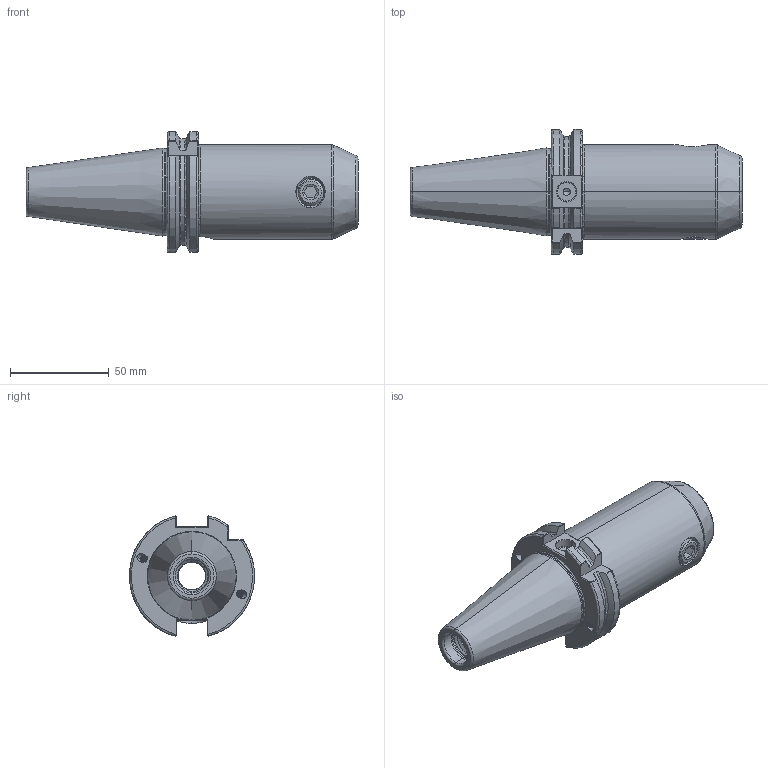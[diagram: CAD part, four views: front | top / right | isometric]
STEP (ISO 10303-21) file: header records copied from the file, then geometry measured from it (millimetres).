
FILE_DESCRIPTION (( 'STEP AP203' ), '1' );
FILE_NAME ('403.04.16.1.STEP', '2016-11-25T07:28:19', ( '' ), ( '' ), 'SwSTEP 2.0', 'SolidWorks 2012', '' );
FILE_SCHEMA (( 'CONFIG_CONTROL_DESIGN' ));
Length unit declared in the file: millimetre
Products named in the file (3): 403.04.16.1; 側固14_M14x2_16L
Assembly tree (2 placements, depth 2):
  403.04.16.1
    403.04.16.1
    側固14_M14x2_16L
Bounding box: 168.4 x 63.41 x 61.24 mm (x, y, z)
Volume: 222249.4 mm3; surface area: 40062.8 mm2
Topology: 2 solids, 2 shells, 296 faces, 788 edges, 495 vertices
Faces by surface type: cylinder 129, plane 55, cone 40, bspline 36, torus 34, sphere 2
Entity records: 25409 total; most frequent: CARTESIAN_POINT 18766, ORIENTED_EDGE 1552, DIRECTION 1075, EDGE_CURVE 776, VERTEX_POINT 495, AXIS2_PLACEMENT_3D 420, EDGE_LOOP 315, FACE_OUTER_BOUND 296
